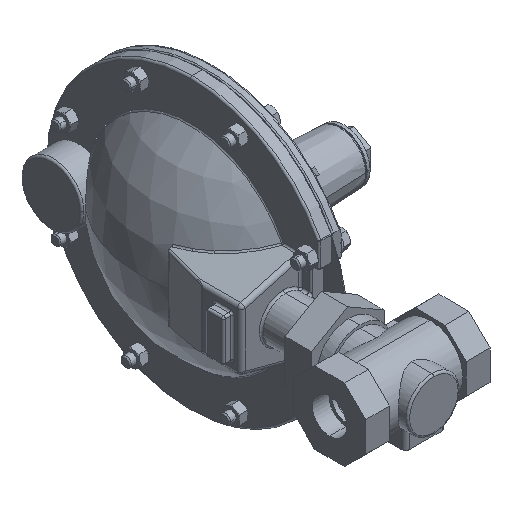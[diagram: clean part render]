
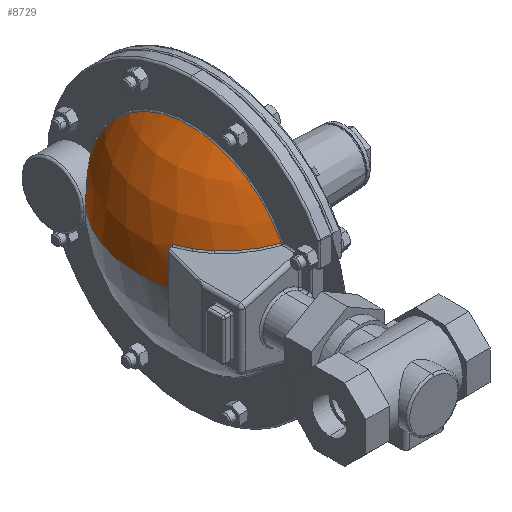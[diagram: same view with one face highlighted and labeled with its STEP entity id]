
A CAD part, isometric view. The second image highlights one B-rep face of the part: STEP entity #8729.
In plain terms, the highlighted spherical face has radius 101.6 mm.
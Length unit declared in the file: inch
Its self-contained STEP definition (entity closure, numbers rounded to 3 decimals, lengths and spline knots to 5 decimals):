
#162 = B_SPLINE_CURVE_WITH_KNOTS ( 'NONE', 3,
 ( #10504, #12363, #21581, #10591, #23408, #12433, #1438, #14261, #3301, #16127, #5172, #17933, #7020, #19818, #8841, #21648, #10674, #23498, #12513, #1510, #14345, #3397, #16197, #5257, #18018, #7099, #19892, #8921 ),
 .UNSPECIFIED., .F., .F.,
 ( 4, 2, 2, 2, 2, 2, 2, 2, 2, 2, 2, 2, 2, 4 ),
 ( 0., 0.00847, 0.01059, 0.01271, 0.01694, 0.01906, 0.02118, 0.02541, 0.02647, 0.02753, 0.02965, 0.03176, 0.03282, 0.03388 ),
 .UNSPECIFIED. ) ;
#768 = CIRCLE ( 'NONE', #19111, 4. ) ;
#920 = VERTEX_POINT ( 'NONE', #12532 ) ;
#1108 = VERTEX_POINT ( 'NONE', #9311 ) ;
#1438 = CARTESIAN_POINT ( 'NONE',  ( 1.45052, 11.67214, 3.55478 ) ) ;
#1510 = CARTESIAN_POINT ( 'NONE',  ( 1.12719, 11.40145, 3.08516 ) ) ;
#3301 = CARTESIAN_POINT ( 'NONE',  ( 1.35914, 11.5988, 3.47821 ) ) ;
#3369 = CARTESIAN_POINT ( 'NONE',  ( 0.28956, 8.00406, 2.86534 ) ) ;
#3397 = CARTESIAN_POINT ( 'NONE',  ( 1.1097, 11.38595, 3.00477 ) ) ;
#4064 = CIRCLE ( 'NONE', #16853, 3.90973 ) ;
#4066 = EDGE_CURVE ( 'NONE', #16344, #1108, #768, .T. ) ;
#4240 = CARTESIAN_POINT ( 'NONE',  ( 3.67391, 8.84906, 4.82608 ) ) ;
#4964 = CARTESIAN_POINT ( 'NONE',  ( 0.3355, 8.00406, 3.46293 ) ) ;
#5080 = CIRCLE ( 'NONE', #20433, 4. ) ;
#5172 = CARTESIAN_POINT ( 'NONE',  ( 1.29367, 11.54458, 3.40603 ) ) ;
#5257 = CARTESIAN_POINT ( 'NONE',  ( 1.1014, 11.37856, 2.93563 ) ) ;
#5666 = EDGE_CURVE ( 'NONE', #13291, #1108, #5080, .T. ) ;
#5831 = DIRECTION ( 'NONE',  ( 1., 0., 0. ) ) ;
#6108 = DIRECTION ( 'NONE',  ( 0.966, 0., 0.259 ) ) ;
#6929 = CARTESIAN_POINT ( 'NONE',  ( 1.0986, 11.37606, 2.86534 ) ) ;
#6942 = EDGE_CURVE ( 'NONE', #920, #15545, #9624, .T. ) ;
#7020 = CARTESIAN_POINT ( 'NONE',  ( 1.24829, 11.50635, 3.34615 ) ) ;
#7099 = CARTESIAN_POINT ( 'NONE',  ( 1.09894, 11.37637, 2.89338 ) ) ;
#7252 = SPHERICAL_SURFACE ( 'NONE', #13925, 4. ) ;
#7483 = ORIENTED_EDGE ( 'NONE', *, *, #5666, .T. ) ;
#7486 = DIRECTION ( 'NONE',  ( -1., 0., 0. ) ) ;
#7890 = DIRECTION ( 'NONE',  ( 0., 0., -1. ) ) ;
#8350 = CARTESIAN_POINT ( 'NONE',  ( 4.19929, 8.00406, 2.86534 ) ) ;
#8478 = EDGE_CURVE ( 'NONE', #21813, #16344, #15537, .T. ) ;
#8616 = EDGE_LOOP ( 'NONE', ( #20475, #23547, #17975, #17498, #18540, #13495, #7483 ) ) ;
#8729 = ADVANCED_FACE ( 'NONE', ( #16389 ), #7252, .T. ) ;
#8841 = CARTESIAN_POINT ( 'NONE',  ( 1.18257, 11.44999, 3.23644 ) ) ;
#8921 = CARTESIAN_POINT ( 'NONE',  ( 1.0986, 11.37606, 2.86534 ) ) ;
#9311 = CARTESIAN_POINT ( 'NONE',  ( 0.19929, 8.84906, 2.86534 ) ) ;
#9380 = EDGE_CURVE ( 'NONE', #10774, #21813, #4064, .T. ) ;
#9624 = CIRCLE ( 'NONE', #20337, 3.20295 ) ;
#9681 = EDGE_CURVE ( 'NONE', #10774, #920, #23832, .T. ) ;
#10160 = DIRECTION ( 'NONE',  ( 0., 0., -1. ) ) ;
#10504 = CARTESIAN_POINT ( 'NONE',  ( 1.80323, 11.93303, 3.73023 ) ) ;
#10591 = CARTESIAN_POINT ( 'NONE',  ( 1.52835, 11.7328, 3.60758 ) ) ;
#10659 = CARTESIAN_POINT ( 'NONE',  ( 4.19929, 8.00406, 2.86534 ) ) ;
#10674 = CARTESIAN_POINT ( 'NONE',  ( 1.15247, 11.42369, 3.16266 ) ) ;
#10754 = DIRECTION ( 'NONE',  ( 0., 0., -1. ) ) ;
#10774 = VERTEX_POINT ( 'NONE', #12438 ) ;
#11144 = DIRECTION ( 'NONE',  ( 0., 1., 0. ) ) ;
#11558 = AXIS2_PLACEMENT_3D ( 'NONE', #10659, #23483, #12495 ) ;
#11921 = EDGE_CURVE ( 'NONE', #15545, #13291, #162, .T. ) ;
#12296 = CARTESIAN_POINT ( 'NONE',  ( 4.19929, 8.84906, 2.86534 ) ) ;
#12363 = CARTESIAN_POINT ( 'NONE',  ( 1.71379, 11.8714, 3.70222 ) ) ;
#12433 = CARTESIAN_POINT ( 'NONE',  ( 1.4697, 11.68725, 3.56878 ) ) ;
#12438 = CARTESIAN_POINT ( 'NONE',  ( 0.44629, 8.00406, 3.96125 ) ) ;
#12495 = DIRECTION ( 'NONE',  ( 0., 0., -1. ) ) ;
#12513 = CARTESIAN_POINT ( 'NONE',  ( 1.13908, 11.41193, 3.12428 ) ) ;
#12532 = CARTESIAN_POINT ( 'NONE',  ( 1.80323, 5.99796, 4.32484 ) ) ;
#13291 = VERTEX_POINT ( 'NONE', #6929 ) ;
#13339 = AXIS2_PLACEMENT_3D ( 'NONE', #4240, #17020, #6108 ) ;
#13495 = ORIENTED_EDGE ( 'NONE', *, *, #11921, .T. ) ;
#13925 = AXIS2_PLACEMENT_3D ( 'NONE', #17003, #7890, #20702 ) ;
#14261 = CARTESIAN_POINT ( 'NONE',  ( 1.39445, 11.62751, 3.51054 ) ) ;
#14345 = CARTESIAN_POINT ( 'NONE',  ( 1.12051, 11.39553, 3.05865 ) ) ;
#15537 = CIRCLE ( 'NONE', #11558, 3.90973 ) ;
#15545 = VERTEX_POINT ( 'NONE', #17067 ) ;
#16127 = CARTESIAN_POINT ( 'NONE',  ( 1.30961, 11.55787, 3.4247 ) ) ;
#16197 = CARTESIAN_POINT ( 'NONE',  ( 1.10558, 11.38228, 2.97739 ) ) ;
#16344 = VERTEX_POINT ( 'NONE', #3369 ) ;
#16389 = FACE_OUTER_BOUND ( 'NONE', #8616, .T. ) ;
#16853 = AXIS2_PLACEMENT_3D ( 'NONE', #8350, #21159, #10160 ) ;
#17003 = CARTESIAN_POINT ( 'NONE',  ( 4.19929, 8.84906, 2.86534 ) ) ;
#17020 = DIRECTION ( 'NONE',  ( -0.259, 0., 0.966 ) ) ;
#17067 = CARTESIAN_POINT ( 'NONE',  ( 1.80323, 11.93303, 3.73023 ) ) ;
#17498 = ORIENTED_EDGE ( 'NONE', *, *, #9681, .T. ) ;
#17933 = CARTESIAN_POINT ( 'NONE',  ( 1.26304, 11.51885, 3.3668 ) ) ;
#17975 = ORIENTED_EDGE ( 'NONE', *, *, #9380, .F. ) ;
#18018 = CARTESIAN_POINT ( 'NONE',  ( 1.10035, 11.37762, 2.92155 ) ) ;
#18415 = CARTESIAN_POINT ( 'NONE',  ( 1.80323, 8.84906, 2.86534 ) ) ;
#18540 = ORIENTED_EDGE ( 'NONE', *, *, #6942, .T. ) ;
#19111 = AXIS2_PLACEMENT_3D ( 'NONE', #12296, #10754, #11144 ) ;
#19398 = CARTESIAN_POINT ( 'NONE',  ( 4.19929, 8.84906, 2.86534 ) ) ;
#19818 = CARTESIAN_POINT ( 'NONE',  ( 1.20676, 11.47095, 3.28207 ) ) ;
#19892 = CARTESIAN_POINT ( 'NONE',  ( 1.0986, 11.37606, 2.87934 ) ) ;
#20276 = DIRECTION ( 'NONE',  ( 0., 0., -1. ) ) ;
#20337 = AXIS2_PLACEMENT_3D ( 'NONE', #18415, #7486, #20276 ) ;
#20433 = AXIS2_PLACEMENT_3D ( 'NONE', #19398, #22359, #5831 ) ;
#20475 = ORIENTED_EDGE ( 'NONE', *, *, #4066, .F. ) ;
#20702 = DIRECTION ( 'NONE',  ( 0., 1., 0. ) ) ;
#21159 = DIRECTION ( 'NONE',  ( 0., -1., 0. ) ) ;
#21581 = CARTESIAN_POINT ( 'NONE',  ( 1.6287, 11.8093, 3.66622 ) ) ;
#21648 = CARTESIAN_POINT ( 'NONE',  ( 1.15728, 11.4279, 3.17513 ) ) ;
#21813 = VERTEX_POINT ( 'NONE', #4964 ) ;
#22359 = DIRECTION ( 'NONE',  ( 0., 0., 1. ) ) ;
#23408 = CARTESIAN_POINT ( 'NONE',  ( 1.50859, 11.71756, 3.59516 ) ) ;
#23483 = DIRECTION ( 'NONE',  ( 0., -1., 0. ) ) ;
#23498 = CARTESIAN_POINT ( 'NONE',  ( 1.14338, 11.41571, 3.13725 ) ) ;
#23547 = ORIENTED_EDGE ( 'NONE', *, *, #8478, .F. ) ;
#23832 = CIRCLE ( 'NONE', #13339, 3.44666 ) ;
